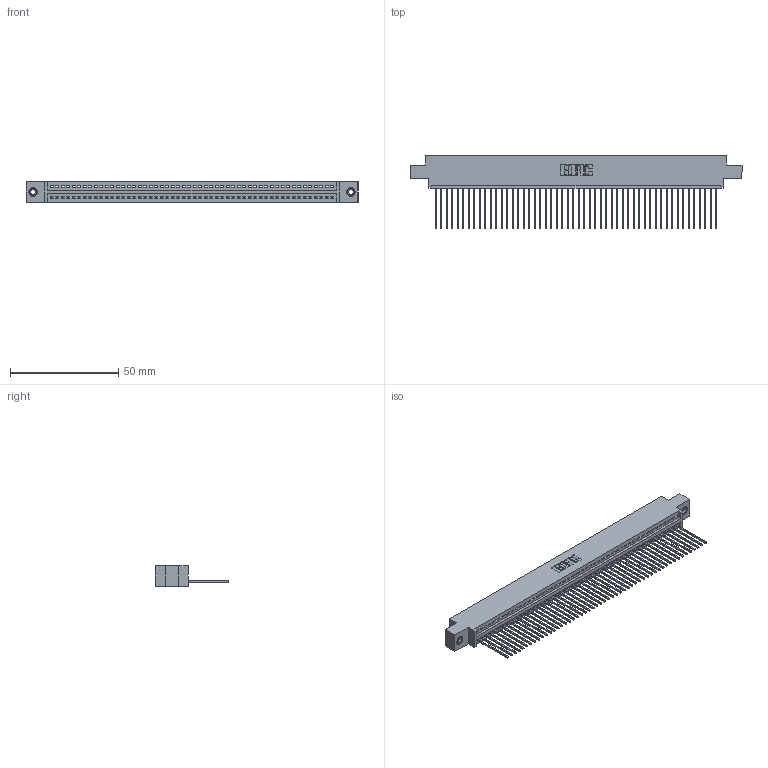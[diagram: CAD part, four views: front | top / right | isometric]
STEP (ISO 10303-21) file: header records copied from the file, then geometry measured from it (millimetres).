
FILE_DESCRIPTION (( 'STEP AP203' ), '1' );
FILE_NAME ('395-052-541-608.STEP', '2019-10-23T12:57:26', ( '' ), ( '' ), 'SwSTEP 2.0', 'SolidWorks 2016', '' );
FILE_SCHEMA (( 'CONFIG_CONTROL_DESIGN' ));
Length unit declared in the file: inch
Products named in the file (4): 345-292-001_345-293-141; 345-250-001_345-250-003-102; 395-052-541-608; 345 Part_0.170 Offset - 0.156 Dia-TI
Assembly tree (55 placements, depth 2):
  395-052-541-608
    345 Part_0.170 Offset - 0.156 Dia-TI
    345-292-001_345-293-141  x52
    345-250-001_345-250-003-102  x2
Bounding box: 153.29 x 33.96 x 9.4 mm (x, y, z)
Volume: 14693.2 mm3; surface area: 20817.1 mm2
Topology: 55 solids, 55 shells, 3206 faces, 9641 edges, 6350 vertices
Faces by surface type: plane 2196, cylinder 994, cone 12, torus 4
Entity records: 39126 total; most frequent: CARTESIAN_POINT 6759, ORIENTED_EDGE 6738, DIRECTION 5915, EDGE_CURVE 3369, LINE 3009, VECTOR 3009, VERTEX_POINT 2240, AXIS2_PLACEMENT_3D 1453
